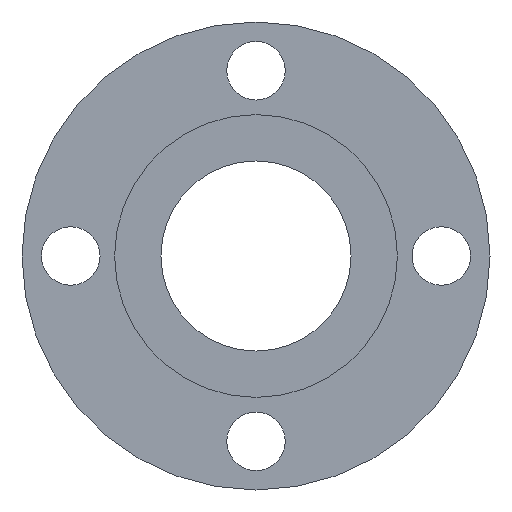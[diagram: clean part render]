
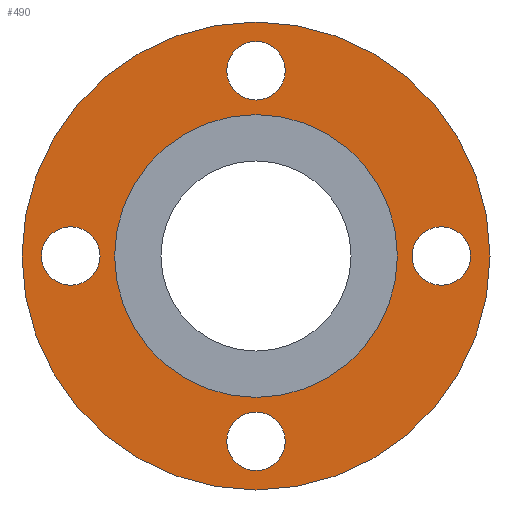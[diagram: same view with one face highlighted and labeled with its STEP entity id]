
A CAD part, left-side view. The second image highlights one B-rep face of the part: STEP entity #490.
In plain terms, the highlighted planar face has unit normal (-1, 0, 0).
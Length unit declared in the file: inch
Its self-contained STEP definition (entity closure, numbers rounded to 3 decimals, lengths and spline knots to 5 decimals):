
#21 = ORIENTED_EDGE ( 'NONE', *, *, #222, .F. ) ;
#22 = CARTESIAN_POINT ( 'NONE',  ( -0.08164, 0., 0. ) ) ;
#23 = DIRECTION ( 'NONE',  ( 0., 1., 0. ) ) ;
#27 = VERTEX_POINT ( 'NONE', #751 ) ;
#35 = CIRCLE ( 'NONE', #124, 1.8125 ) ;
#36 = FACE_BOUND ( 'NONE', #631, .T. ) ;
#42 = ORIENTED_EDGE ( 'NONE', *, *, #424, .F. ) ;
#43 = VERTEX_POINT ( 'NONE', #306 ) ;
#44 = EDGE_CURVE ( 'NONE', #43, #154, #59, .T. ) ;
#45 = CARTESIAN_POINT ( 'NONE',  ( -0.08164, 0., 1.8125 ) ) ;
#52 = VERTEX_POINT ( 'NONE', #579 ) ;
#59 = CIRCLE ( 'NONE', #516, 0.375 ) ;
#61 = DIRECTION ( 'NONE',  ( -1., 0., 0. ) ) ;
#68 = DIRECTION ( 'NONE',  ( 0., 0., 1. ) ) ;
#77 = DIRECTION ( 'NONE',  ( 0., 0., 1. ) ) ;
#79 = CARTESIAN_POINT ( 'NONE',  ( -0.08164, 0., -2.375 ) ) ;
#96 = DIRECTION ( 'NONE',  ( -1., 0., 0. ) ) ;
#111 = ORIENTED_EDGE ( 'NONE', *, *, #257, .F. ) ;
#119 = CARTESIAN_POINT ( 'NONE',  ( -0.08164, 0., -1.8125 ) ) ;
#124 = AXIS2_PLACEMENT_3D ( 'NONE', #337, #565, #573 ) ;
#130 = CIRCLE ( 'NONE', #256, 0.375 ) ;
#137 = FACE_BOUND ( 'NONE', #339, .T. ) ;
#140 = DIRECTION ( 'NONE',  ( 0., -1., 0. ) ) ;
#145 = AXIS2_PLACEMENT_3D ( 'NONE', #360, #504, #613 ) ;
#154 = VERTEX_POINT ( 'NONE', #416 ) ;
#177 = DIRECTION ( 'NONE',  ( -1., 0., 0. ) ) ;
#185 = DIRECTION ( 'NONE',  ( 0., 0., 1. ) ) ;
#190 = CARTESIAN_POINT ( 'NONE',  ( -0.08164, 0., 0. ) ) ;
#191 = AXIS2_PLACEMENT_3D ( 'NONE', #492, #429, #705 ) ;
#192 = ORIENTED_EDGE ( 'NONE', *, *, #401, .F. ) ;
#202 = DIRECTION ( 'NONE',  ( -1., 0., 0. ) ) ;
#207 = FACE_BOUND ( 'NONE', #464, .T. ) ;
#209 = VERTEX_POINT ( 'NONE', #45 ) ;
#210 = DIRECTION ( 'NONE',  ( -1., 0., 0. ) ) ;
#216 = CIRCLE ( 'NONE', #145, 0.375 ) ;
#222 = EDGE_CURVE ( 'NONE', #209, #703, #720, .T. ) ;
#223 = CARTESIAN_POINT ( 'NONE',  ( -0.08164, 0., 0. ) ) ;
#224 = VERTEX_POINT ( 'NONE', #288 ) ;
#241 = DIRECTION ( 'NONE',  ( -1., 0., 0. ) ) ;
#242 = DIRECTION ( 'NONE',  ( 0., 1., 0. ) ) ;
#256 = AXIS2_PLACEMENT_3D ( 'NONE', #541, #361, #298 ) ;
#257 = EDGE_CURVE ( 'NONE', #154, #43, #497, .T. ) ;
#265 = FACE_OUTER_BOUND ( 'NONE', #575, .T. ) ;
#266 = EDGE_LOOP ( 'NONE', ( #21, #743 ) ) ;
#272 = DIRECTION ( 'NONE',  ( 0., 0., 1. ) ) ;
#281 = EDGE_CURVE ( 'NONE', #373, #224, #689, .T. ) ;
#283 = EDGE_CURVE ( 'NONE', #500, #698, #358, .T. ) ;
#284 = AXIS2_PLACEMENT_3D ( 'NONE', #432, #177, #77 ) ;
#288 = CARTESIAN_POINT ( 'NONE',  ( -0.08164, 0., -2.75 ) ) ;
#295 = AXIS2_PLACEMENT_3D ( 'NONE', #22, #241, #185 ) ;
#298 = DIRECTION ( 'NONE',  ( 0., 0., -1. ) ) ;
#306 = CARTESIAN_POINT ( 'NONE',  ( -0.08164, 0., 2.75 ) ) ;
#317 = CARTESIAN_POINT ( 'NONE',  ( -0.08164, 0., -3. ) ) ;
#337 = CARTESIAN_POINT ( 'NONE',  ( -0.08164, 0., 0. ) ) ;
#339 = EDGE_LOOP ( 'NONE', ( #556, #111 ) ) ;
#348 = DIRECTION ( 'NONE',  ( -1., 0., 0. ) ) ;
#358 = CIRCLE ( 'NONE', #707, 3. ) ;
#360 = CARTESIAN_POINT ( 'NONE',  ( -0.08164, -2.375, 0. ) ) ;
#361 = DIRECTION ( 'NONE',  ( -1., 0., 0. ) ) ;
#363 = DIRECTION ( 'NONE',  ( -1., 0., 0. ) ) ;
#373 = VERTEX_POINT ( 'NONE', #595 ) ;
#387 = CIRCLE ( 'NONE', #467, 0.375 ) ;
#392 = ORIENTED_EDGE ( 'NONE', *, *, #281, .F. ) ;
#395 = CARTESIAN_POINT ( 'NONE',  ( -0.08164, 2.375, 0.375 ) ) ;
#401 = EDGE_CURVE ( 'NONE', #437, #52, #216, .T. ) ;
#410 = AXIS2_PLACEMENT_3D ( 'NONE', #461, #96, #634 ) ;
#416 = CARTESIAN_POINT ( 'NONE',  ( -0.08164, 0., 2. ) ) ;
#421 = AXIS2_PLACEMENT_3D ( 'NONE', #79, #668, #23 ) ;
#424 = EDGE_CURVE ( 'NONE', #224, #373, #491, .T. ) ;
#426 = AXIS2_PLACEMENT_3D ( 'NONE', #605, #61, #242 ) ;
#429 = DIRECTION ( 'NONE',  ( -1., 0., 0. ) ) ;
#432 = CARTESIAN_POINT ( 'NONE',  ( -0.08164, 2.375, 0. ) ) ;
#437 = VERTEX_POINT ( 'NONE', #608 ) ;
#440 = AXIS2_PLACEMENT_3D ( 'NONE', #223, #348, #697 ) ;
#461 = CARTESIAN_POINT ( 'NONE',  ( -0.08164, 0., 0. ) ) ;
#464 = EDGE_LOOP ( 'NONE', ( #192, #571 ) ) ;
#467 = AXIS2_PLACEMENT_3D ( 'NONE', #517, #210, #272 ) ;
#473 = VERTEX_POINT ( 'NONE', #395 ) ;
#487 = CARTESIAN_POINT ( 'NONE',  ( -0.08164, 0., 2.375 ) ) ;
#490 = ADVANCED_FACE ( 'NONE', ( #137, #207, #737, #36, #265, #505 ), #511, .T. ) ;
#491 = CIRCLE ( 'NONE', #421, 0.375 ) ;
#492 = CARTESIAN_POINT ( 'NONE',  ( -0.08164, 0., 2.375 ) ) ;
#496 = CARTESIAN_POINT ( 'NONE',  ( -0.08164, 0., 3. ) ) ;
#497 = CIRCLE ( 'NONE', #191, 0.375 ) ;
#499 = CIRCLE ( 'NONE', #295, 3. ) ;
#500 = VERTEX_POINT ( 'NONE', #317 ) ;
#504 = DIRECTION ( 'NONE',  ( -1., 0., 0. ) ) ;
#505 = FACE_BOUND ( 'NONE', #266, .T. ) ;
#506 = EDGE_CURVE ( 'NONE', #703, #209, #35, .T. ) ;
#511 = PLANE ( 'NONE',  #410 ) ;
#516 = AXIS2_PLACEMENT_3D ( 'NONE', #487, #202, #140 ) ;
#517 = CARTESIAN_POINT ( 'NONE',  ( -0.08164, 2.375, 0. ) ) ;
#525 = ORIENTED_EDGE ( 'NONE', *, *, #657, .F. ) ;
#539 = EDGE_CURVE ( 'NONE', #27, #473, #387, .T. ) ;
#541 = CARTESIAN_POINT ( 'NONE',  ( -0.08164, -2.375, 0. ) ) ;
#556 = ORIENTED_EDGE ( 'NONE', *, *, #44, .F. ) ;
#565 = DIRECTION ( 'NONE',  ( -1., 0., 0. ) ) ;
#571 = ORIENTED_EDGE ( 'NONE', *, *, #614, .F. ) ;
#573 = DIRECTION ( 'NONE',  ( 0., 0., 1. ) ) ;
#575 = EDGE_LOOP ( 'NONE', ( #681, #589 ) ) ;
#579 = CARTESIAN_POINT ( 'NONE',  ( -0.08164, -2.375, -0.375 ) ) ;
#589 = ORIENTED_EDGE ( 'NONE', *, *, #283, .T. ) ;
#593 = CIRCLE ( 'NONE', #284, 0.375 ) ;
#595 = CARTESIAN_POINT ( 'NONE',  ( -0.08164, 0., -2. ) ) ;
#605 = CARTESIAN_POINT ( 'NONE',  ( -0.08164, 0., -2.375 ) ) ;
#608 = CARTESIAN_POINT ( 'NONE',  ( -0.08164, -2.375, 0.375 ) ) ;
#613 = DIRECTION ( 'NONE',  ( 0., 0., -1. ) ) ;
#614 = EDGE_CURVE ( 'NONE', #52, #437, #130, .T. ) ;
#631 = EDGE_LOOP ( 'NONE', ( #525, #693 ) ) ;
#634 = DIRECTION ( 'NONE',  ( 0., 0., 1. ) ) ;
#639 = EDGE_CURVE ( 'NONE', #698, #500, #499, .T. ) ;
#657 = EDGE_CURVE ( 'NONE', #473, #27, #593, .T. ) ;
#668 = DIRECTION ( 'NONE',  ( -1., 0., 0. ) ) ;
#681 = ORIENTED_EDGE ( 'NONE', *, *, #639, .T. ) ;
#689 = CIRCLE ( 'NONE', #426, 0.375 ) ;
#693 = ORIENTED_EDGE ( 'NONE', *, *, #539, .F. ) ;
#697 = DIRECTION ( 'NONE',  ( 0., 0., 1. ) ) ;
#698 = VERTEX_POINT ( 'NONE', #496 ) ;
#703 = VERTEX_POINT ( 'NONE', #119 ) ;
#705 = DIRECTION ( 'NONE',  ( 0., -1., 0. ) ) ;
#707 = AXIS2_PLACEMENT_3D ( 'NONE', #190, #363, #68 ) ;
#720 = CIRCLE ( 'NONE', #440, 1.8125 ) ;
#727 = EDGE_LOOP ( 'NONE', ( #392, #42 ) ) ;
#737 = FACE_BOUND ( 'NONE', #727, .T. ) ;
#743 = ORIENTED_EDGE ( 'NONE', *, *, #506, .F. ) ;
#751 = CARTESIAN_POINT ( 'NONE',  ( -0.08164, 2.375, -0.375 ) ) ;
